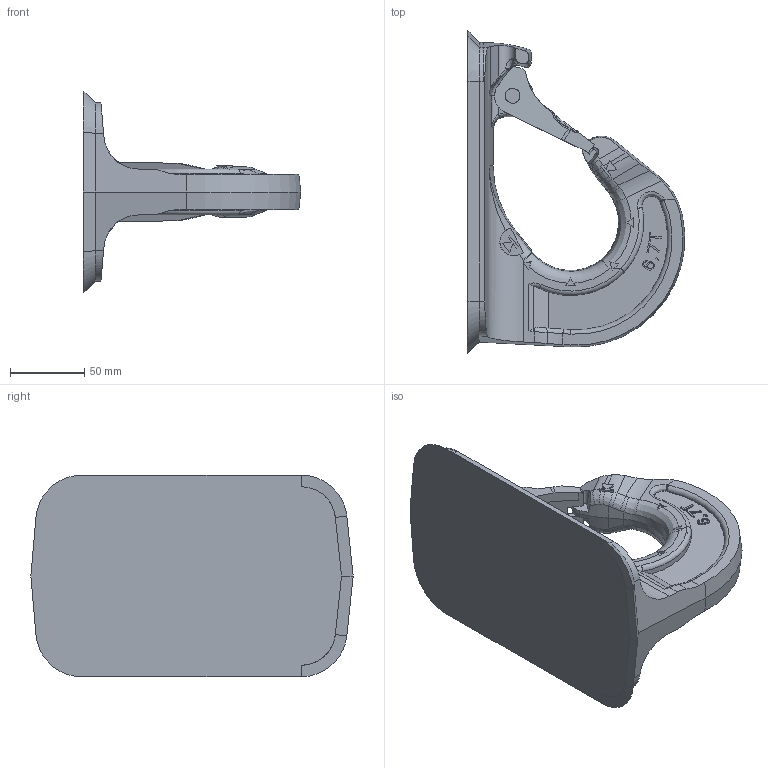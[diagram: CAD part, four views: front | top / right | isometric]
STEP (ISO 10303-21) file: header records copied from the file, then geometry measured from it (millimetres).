
FILE_DESCRIPTION((''),'2;1');
FILE_NAME('001-M31318-P-1_ASM','2012-04-20T',('Marcel.Bux'),(''),'PRO/ENGINEER BY PARAMETRIC TECHNOLOGY CORPORATION, 2010140','PRO/ENGINEER BY PARAMETRIC TECHNOLOGY CORPORATION, 2010140','');
FILE_SCHEMA(('CONFIG_CONTROL_DESIGN'));
Length unit declared in the file: millimetre
Products named in the file (3): 001-M31318-P-1_AF0; 001-M31480-001; 001-M31318-P-1_ASM
Assembly tree (2 placements, depth 2):
  001-M31318-P-1_ASM
    001-M31318-P-1_AF0
    001-M31480-001
Bounding box: 146.15 x 216.64 x 135.56 mm (x, y, z)
Volume: 660969.6 mm3; surface area: 106148.1 mm2
Topology: 2 solids, 2 shells, 801 faces, 2198 edges, 1408 vertices
Faces by surface type: plane 568, bspline 82, cylinder 74, sphere 30, cone 26, torus 21
Entity records: 30817 total; most frequent: CARTESIAN_POINT 11387, ORIENTED_EDGE 4340, DIRECTION 3508, EDGE_CURVE 2170, VECTOR 1556, LINE 1556, VERTEX_POINT 1408, AXIS2_PLACEMENT_3D 976
